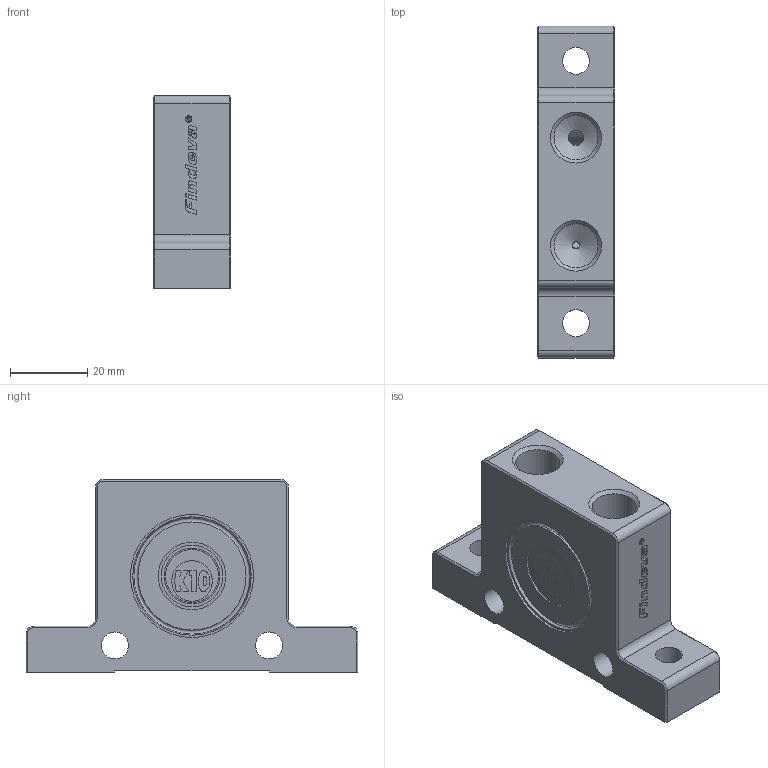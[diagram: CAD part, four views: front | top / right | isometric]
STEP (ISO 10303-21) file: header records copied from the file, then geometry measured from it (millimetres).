
FILE_DESCRIPTION((''),'2;1');
FILE_NAME('1010-00-M.stp','2012-04-15T22:23:43',('Petr'),(''),'Autodesk Inventor 2011','Autodesk Inventor 2011','');
FILE_SCHEMA(('CONFIG_CONTROL_DESIGN'));
Length unit declared in the file: millimetre
Products named in the file (1): 1010-00-M
Bounding box: 20 x 86 x 50 mm (x, y, z)
Volume: 38164.1 mm3; surface area: 17468.8 mm2
Topology: 1 solids, 1 shells, 360 faces, 892 edges, 586 vertices
Faces by surface type: plane 224, cylinder 88, cone 22, bspline 16, torus 10
Full cylindrical faces by diameter (mm): 1.502 x1, 1.67 x1, 1.9 x1, 4 x1, 7 x4, 10.5 x2, 11.445 x2, 13.7 x2, 14.5 x2, 16 x2, 17.5 x2, 28 x2, 31.9 x2, 32.9 x1
Entity records: 11038 total; most frequent: CARTESIAN_POINT 2253, DIRECTION 1729, ORIENTED_EDGE 1690, EDGE_CURVE 845, VECTOR 581, LINE 581, VERTEX_POINT 576, AXIS2_PLACEMENT_3D 574
